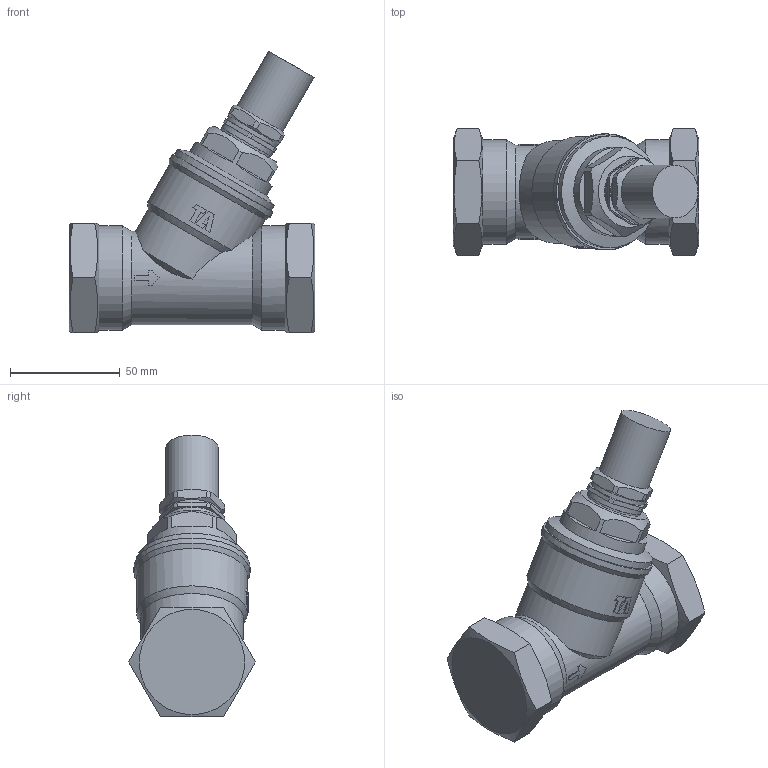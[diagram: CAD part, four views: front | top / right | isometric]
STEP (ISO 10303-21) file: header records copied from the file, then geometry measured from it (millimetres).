
FILE_DESCRIPTION( ( 'Unknown' ), '1' );
FILE_NAME( '52198332.stp', 'Unknown', ( 'Unknown' ), ( 'Unknown' ), 'XStep 1.0', 'Unknown', ' ' );
FILE_SCHEMA( ( 'CONFIG_CONTROL_DESIGN' ) );
Length unit declared in the file: millimetre
Products named in the file (1): 1
Bounding box: 112 x 57.73 x 128.43 mm (x, y, z)
Volume: 294706.7 mm3; surface area: 32339.1 mm2
Topology: 1 solids, 1 shells, 122 faces, 322 edges, 211 vertices
Faces by surface type: plane 79, cylinder 28, cone 15
Full cylindrical faces by diameter (mm): 24 x1, 25.9 x1, 26 x2, 40.5 x1, 42.5 x1, 47.5 x2, 50.5 x1, 51 x1, 53 x1
Entity records: 4096 total; most frequent: CARTESIAN_POINT 1188, DIRECTION 595, ORIENTED_EDGE 578, EDGE_CURVE 289, AXIS2_PLACEMENT_3D 237, VERTEX_POINT 200, EDGE_LOOP 153, FACE_OUTER_BOUND 133
